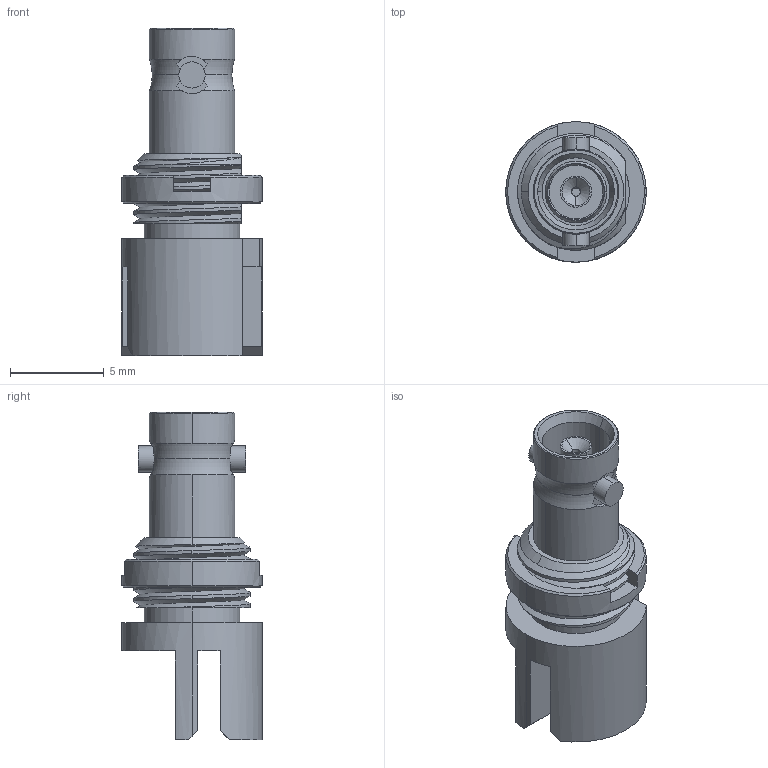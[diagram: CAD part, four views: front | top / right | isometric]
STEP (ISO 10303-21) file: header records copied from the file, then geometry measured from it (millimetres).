
FILE_DESCRIPTION (( 'STEP AP214' ), '1' );
FILE_NAME ('67-463-D66-1.0.STEP', '2024-07-31T07:58:24', ( '' ), ( '' ), 'SwSTEP 2.0', 'SolidWorks 2023', '' );
FILE_SCHEMA (( 'AUTOMOTIVE_DESIGN' ));
Length unit declared in the file: millimetre
Products named in the file (1): 67-463-D66-1.0
Bounding box: 7.5 x 7.5 x 17.5 mm (x, y, z)
Surface area: 731.3 mm2 (no closed solid volume)
Topology: 0 solids, 5 shells, 131 faces, 372 edges, 247 vertices
Faces by surface type: cylinder 51, plane 39, cone 20, bspline 15, torus 6
Entity records: 7862 total; most frequent: CARTESIAN_POINT 4724, ORIENTED_EDGE 696, DIRECTION 592, EDGE_CURVE 372, VERTEX_POINT 247, AXIS2_PLACEMENT_3D 234, EDGE_LOOP 139, ADVANCED_FACE 131
